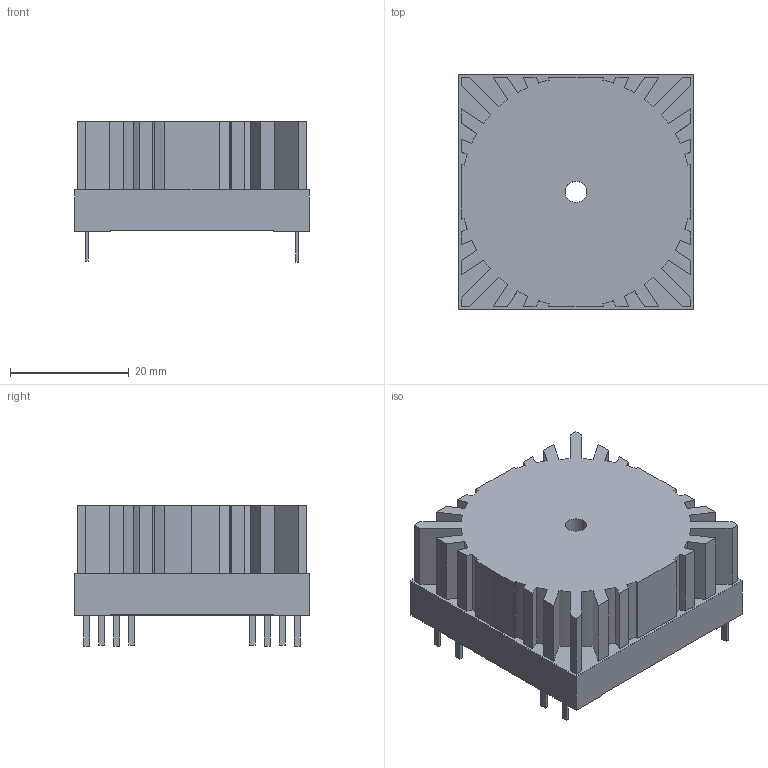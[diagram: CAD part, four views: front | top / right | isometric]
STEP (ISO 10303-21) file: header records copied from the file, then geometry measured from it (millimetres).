
FILE_DESCRIPTION((''),'2;1');
FILE_NAME('XFMR_TALEMA_7000xK.stp','2012-11-13T12:23:51',(''),(''),'Mechanical Desktop 2011','Mechanical Desktop 2011',', , ');
FILE_SCHEMA(('AUTOMOTIVE_DESIGN { 1 2 10303 214 1 1 1 1 }'));
Length unit declared in the file: millimetre
Products named in the file (1): Product
Bounding box: 39.61 x 39.61 x 23.7 mm (x, y, z)
Volume: 25109.8 mm3; surface area: 13414.9 mm2
Topology: 12 solids, 12 shells, 195 faces, 513 edges, 342 vertices
Faces by surface type: plane 155, cylinder 34, bspline 6
Entity records: 6019 total; most frequent: CARTESIAN_POINT 1069, ORIENTED_EDGE 1026, DIRECTION 961, EDGE_CURVE 513, VECTOR 445, LINE 445, VERTEX_POINT 342, AXIS2_PLACEMENT_3D 258
